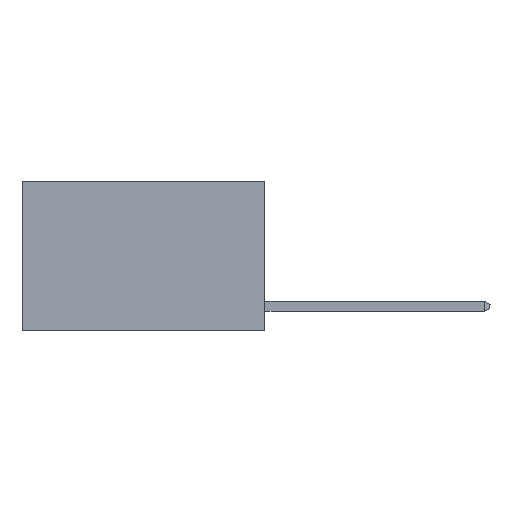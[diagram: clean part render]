
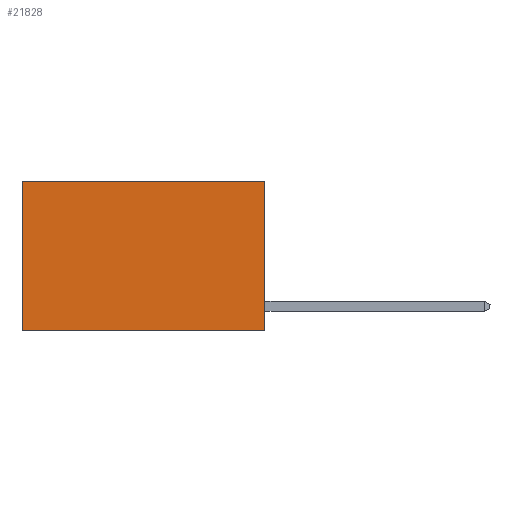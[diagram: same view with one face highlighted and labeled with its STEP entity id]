
A CAD part, left-side view. The second image highlights one B-rep face of the part: STEP entity #21828.
In plain terms, the highlighted planar face has unit normal (-1, 0, 0).
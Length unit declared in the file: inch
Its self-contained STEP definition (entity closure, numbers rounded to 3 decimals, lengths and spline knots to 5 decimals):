
#104 = DIRECTION ( 'NONE',  ( 0., 1., 0. ) ) ;
#1183 = EDGE_CURVE ( 'NONE', #3242, #14138, #26904, .T. ) ;
#2083 = CARTESIAN_POINT ( 'NONE',  ( 0.2625, 0.6, 0. ) ) ;
#3154 = CARTESIAN_POINT ( 'NONE',  ( 0.2625, 0., -0.37 ) ) ;
#3242 = VERTEX_POINT ( 'NONE', #13170 ) ;
#3897 = CARTESIAN_POINT ( 'NONE',  ( 0.2625, 0., -0.37 ) ) ;
#4034 = LINE ( 'NONE', #3897, #16970 ) ;
#4678 = EDGE_CURVE ( 'NONE', #14138, #17137, #19334, .T. ) ;
#5700 = DIRECTION ( 'NONE',  ( 0., 1., 0. ) ) ;
#6002 = VERTEX_POINT ( 'NONE', #3154 ) ;
#8049 = ORIENTED_EDGE ( 'NONE', *, *, #1183, .T. ) ;
#9298 = VECTOR ( 'NONE', #104, 39.37008 ) ;
#9713 = DIRECTION ( 'NONE',  ( 0., 0., -1. ) ) ;
#11437 = VECTOR ( 'NONE', #23247, 39.37008 ) ;
#12216 = PLANE ( 'NONE',  #15118 ) ;
#12799 = EDGE_CURVE ( 'NONE', #3242, #6002, #16042, .T. ) ;
#13170 = CARTESIAN_POINT ( 'NONE',  ( 0.2625, 0., 0. ) ) ;
#14138 = VERTEX_POINT ( 'NONE', #26675 ) ;
#14303 = DIRECTION ( 'NONE',  ( 1., 0., 0. ) ) ;
#14447 = FACE_OUTER_BOUND ( 'NONE', #26007, .T. ) ;
#15118 = AXIS2_PLACEMENT_3D ( 'NONE', #18024, #14303, #9713 ) ;
#15698 = VECTOR ( 'NONE', #22527, 39.37008 ) ;
#16042 = LINE ( 'NONE', #24318, #15698 ) ;
#16970 = VECTOR ( 'NONE', #5700, 39.37008 ) ;
#17137 = VERTEX_POINT ( 'NONE', #24616 ) ;
#17535 = ORIENTED_EDGE ( 'NONE', *, *, #17944, .F. ) ;
#17944 = EDGE_CURVE ( 'NONE', #6002, #17137, #4034, .T. ) ;
#18024 = CARTESIAN_POINT ( 'NONE',  ( 0.2625, 0., 0. ) ) ;
#18950 = ORIENTED_EDGE ( 'NONE', *, *, #12799, .F. ) ;
#19334 = LINE ( 'NONE', #2083, #11437 ) ;
#21223 = CARTESIAN_POINT ( 'NONE',  ( 0.2625, 0., 0. ) ) ;
#21828 = ADVANCED_FACE ( 'NONE', ( #14447 ), #12216, .F. ) ;
#22527 = DIRECTION ( 'NONE',  ( 0., 0., -1. ) ) ;
#23247 = DIRECTION ( 'NONE',  ( 0., 0., -1. ) ) ;
#23754 = ORIENTED_EDGE ( 'NONE', *, *, #4678, .T. ) ;
#24318 = CARTESIAN_POINT ( 'NONE',  ( 0.2625, 0., 0. ) ) ;
#24616 = CARTESIAN_POINT ( 'NONE',  ( 0.2625, 0.6, -0.37 ) ) ;
#26007 = EDGE_LOOP ( 'NONE', ( #23754, #17535, #18950, #8049 ) ) ;
#26675 = CARTESIAN_POINT ( 'NONE',  ( 0.2625, 0.6, 0. ) ) ;
#26904 = LINE ( 'NONE', #21223, #9298 ) ;
